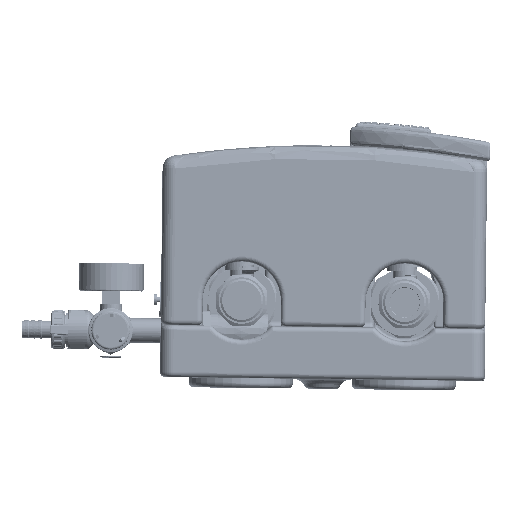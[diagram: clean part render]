
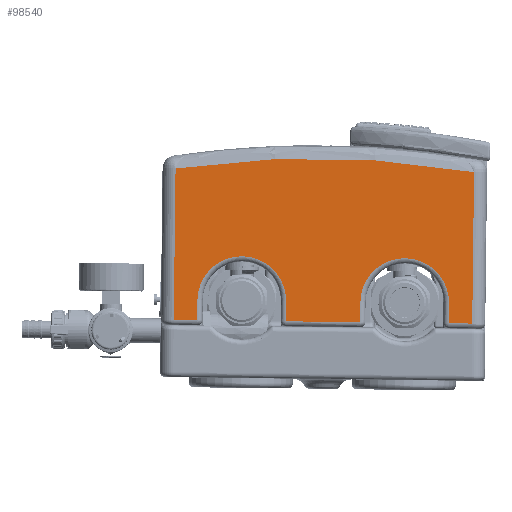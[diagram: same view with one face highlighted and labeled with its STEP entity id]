
A CAD part, front view. The second image highlights one B-rep face of the part: STEP entity #98540.
In plain terms, the highlighted planar face has unit normal (0, -1, 0).
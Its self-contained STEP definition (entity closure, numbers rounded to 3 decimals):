
#6386=PLANE('',#105475);
#8759=CIRCLE('',#105368,34.);
#8808=CIRCLE('',#105469,34.);
#13193=B_SPLINE_CURVE_WITH_KNOTS('',3,(#153985,#153986,#153987,#153988,
#153989),.UNSPECIFIED.,.F.,.F.,(4,1,4),(-23.839,-13.984,
-0.842),.UNSPECIFIED.);
#17240=FACE_OUTER_BOUND('',#23165,.T.);
#23165=EDGE_LOOP('',(#68846,#68847,#68848,#68849,#68850,#68851,#68852,#68853,
#68854,#68855,#68856,#68857));
#29555=LINE('',#151153,#35676);
#29558=LINE('',#151161,#35679);
#29652=LINE('',#155225,#35773);
#29688=LINE('',#155454,#35809);
#29690=LINE('',#155462,#35811);
#29693=LINE('',#155470,#35814);
#29714=LINE('',#155875,#35835);
#29716=LINE('',#155881,#35837);
#29717=LINE('',#155882,#35838);
#35676=VECTOR('',#116061,1000.);
#35679=VECTOR('',#116070,1000.);
#35773=VECTOR('',#116576,1000.);
#35809=VECTOR('',#116776,1000.);
#35811=VECTOR('',#116784,1000.);
#35814=VECTOR('',#116793,1000.);
#35835=VECTOR('',#116904,1000.);
#35837=VECTOR('',#116910,1000.);
#35838=VECTOR('',#116911,1000.);
#42001=VERTEX_POINT('',#151141);
#42003=VERTEX_POINT('',#151149);
#42005=VERTEX_POINT('',#151152);
#42165=VERTEX_POINT('',#153826);
#42166=VERTEX_POINT('',#153887);
#42206=VERTEX_POINT('',#155298);
#42240=VERTEX_POINT('',#155450);
#42242=VERTEX_POINT('',#155453);
#42244=VERTEX_POINT('',#155459);
#42252=VERTEX_POINT('',#155866);
#42254=VERTEX_POINT('',#155874);
#42256=VERTEX_POINT('',#155880);
#51812=EDGE_CURVE('',#42003,#42005,#29555,.T.);
#51817=EDGE_CURVE('',#42001,#42003,#29558,.T.);
#52051=EDGE_CURVE('',#42166,#42165,#13193,.T.);
#52103=EDGE_CURVE('',#42165,#42001,#29652,.T.);
#52139=EDGE_CURVE('',#42005,#42206,#8759,.T.);
#52195=EDGE_CURVE('',#42240,#42242,#29688,.T.);
#52199=EDGE_CURVE('',#42244,#42240,#29690,.T.);
#52204=EDGE_CURVE('',#42206,#42244,#29693,.T.);
#52241=EDGE_CURVE('',#42242,#42252,#8808,.T.);
#52245=EDGE_CURVE('',#42254,#42166,#29714,.T.);
#52248=EDGE_CURVE('',#42256,#42254,#29716,.T.);
#52249=EDGE_CURVE('',#42252,#42256,#29717,.T.);
#68846=ORIENTED_EDGE('',*,*,#52241,.F.);
#68847=ORIENTED_EDGE('',*,*,#52195,.F.);
#68848=ORIENTED_EDGE('',*,*,#52199,.F.);
#68849=ORIENTED_EDGE('',*,*,#52204,.F.);
#68850=ORIENTED_EDGE('',*,*,#52139,.F.);
#68851=ORIENTED_EDGE('',*,*,#51812,.F.);
#68852=ORIENTED_EDGE('',*,*,#51817,.F.);
#68853=ORIENTED_EDGE('',*,*,#52103,.F.);
#68854=ORIENTED_EDGE('',*,*,#52051,.F.);
#68855=ORIENTED_EDGE('',*,*,#52245,.F.);
#68856=ORIENTED_EDGE('',*,*,#52248,.F.);
#68857=ORIENTED_EDGE('',*,*,#52249,.F.);
#98540=ADVANCED_FACE('',(#17240),#6386,.F.);
#105368=AXIS2_PLACEMENT_3D('',#155299,#116652,#116653);
#105469=AXIS2_PLACEMENT_3D('',#155867,#116893,#116894);
#105475=AXIS2_PLACEMENT_3D('',#155879,#116908,#116909);
#116061=DIRECTION('',(0.,0.,1.));
#116070=DIRECTION('',(-1.,0.,0.));
#116576=DIRECTION('',(0.,0.,-1.));
#116652=DIRECTION('center_axis',(0.,-1.,0.));
#116653=DIRECTION('ref_axis',(0.,0.,1.));
#116776=DIRECTION('',(0.,0.,1.));
#116784=DIRECTION('',(-1.,0.,0.));
#116793=DIRECTION('',(0.,0.,-1.));
#116893=DIRECTION('center_axis',(0.,-1.,0.));
#116894=DIRECTION('ref_axis',(0.,0.,1.));
#116904=DIRECTION('',(0.,0.,1.));
#116908=DIRECTION('center_axis',(0.,1.,0.));
#116909=DIRECTION('ref_axis',(1.,0.,0.));
#116910=DIRECTION('',(-1.,0.,0.));
#116911=DIRECTION('',(0.,0.,-1.));
#151141=CARTESIAN_POINT('',(239.,0.,51.5));
#151149=CARTESIAN_POINT('',(221.,0.,51.5));
#151152=CARTESIAN_POINT('',(221.,0.,67.));
#151153=CARTESIAN_POINT('',(221.,0.,87.656));
#151161=CARTESIAN_POINT('',(124.5,0.,51.5));
#153826=CARTESIAN_POINT('',(239.,0.,167.671));
#153887=CARTESIAN_POINT('',(10.,0.,167.671));
#153985=CARTESIAN_POINT('Ctrl Pts',(10.,0.,167.671));
#153986=CARTESIAN_POINT('Ctrl Pts',(42.441,0.,172.858));
#153987=CARTESIAN_POINT('Ctrl Pts',(118.956,0.,179.932));
#153988=CARTESIAN_POINT('Ctrl Pts',(195.745,0.,174.587));
#153989=CARTESIAN_POINT('Ctrl Pts',(239.,0.,167.671));
#155225=CARTESIAN_POINT('',(239.,0.,117.656));
#155298=CARTESIAN_POINT('',(153.,0.,67.));
#155299=CARTESIAN_POINT('Origin',(187.,0.,67.));
#155450=CARTESIAN_POINT('',(96.,0.,51.5));
#155453=CARTESIAN_POINT('',(96.,0.,67.));
#155454=CARTESIAN_POINT('',(96.,0.,87.656));
#155459=CARTESIAN_POINT('',(153.,0.,51.5));
#155462=CARTESIAN_POINT('',(124.5,0.,51.5));
#155470=CARTESIAN_POINT('',(153.,0.,77.906));
#155866=CARTESIAN_POINT('',(28.,0.,67.));
#155867=CARTESIAN_POINT('Origin',(62.,0.,67.));
#155874=CARTESIAN_POINT('',(10.,0.,51.5));
#155875=CARTESIAN_POINT('',(10.,0.,117.656));
#155879=CARTESIAN_POINT('Origin',(124.5,0.,108.311));
#155880=CARTESIAN_POINT('',(28.,0.,51.5));
#155881=CARTESIAN_POINT('',(124.5,0.,51.5));
#155882=CARTESIAN_POINT('',(28.,0.,77.906));
